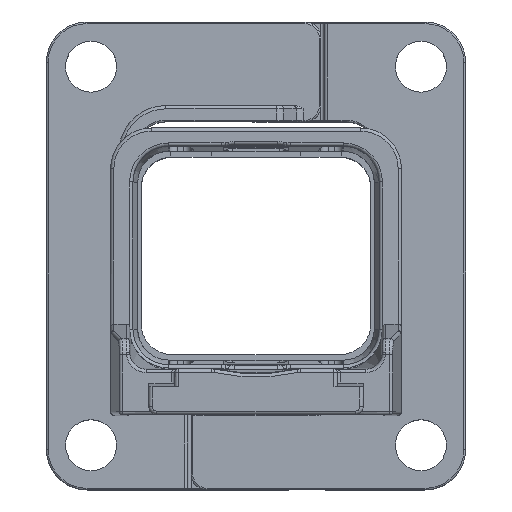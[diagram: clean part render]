
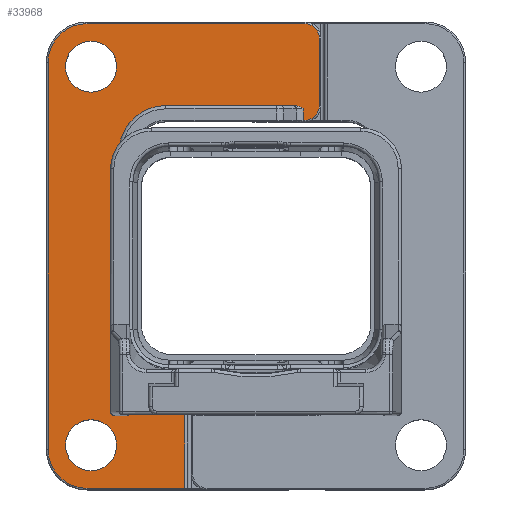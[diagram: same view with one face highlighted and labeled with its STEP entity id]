
A CAD part, top view. The second image highlights one B-rep face of the part: STEP entity #33968.
In plain terms, the highlighted planar face has unit normal (0, 0, 1).
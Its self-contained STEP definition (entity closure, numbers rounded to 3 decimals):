
#8005=CARTESIAN_POINT('',(-6.25,-5.4,1.1));
#8006=DIRECTION('',(0.,0.,1.));
#8007=DIRECTION('',(-0.878,-0.478,0.));
#8008=AXIS2_PLACEMENT_3D('',#8005,#8006,#8007);
#8060=CARTESIAN_POINT('',(-5.55,-6.35,1.1));
#8061=DIRECTION('',(0.,0.,-1.));
#8062=DIRECTION('',(0.,-1.,0.));
#8063=AXIS2_PLACEMENT_3D('',#8060,#8061,#8062);
#8065=DIRECTION('',(-1.,0.,0.));
#8066=VECTOR('',#8065,1.15);
#8067=CARTESIAN_POINT('',(-4.4,-8.35,1.1));
#8068=LINE('',#8067,#8066);
#8069=DIRECTION('',(0.,1.,0.));
#8070=VECTOR('',#8069,5.95);
#8071=CARTESIAN_POINT('',(-4.4,-14.3,1.1));
#8072=LINE('',#8071,#8070);
#8073=DIRECTION('',(1.,0.,0.));
#8074=VECTOR('',#8073,6.);
#8075=CARTESIAN_POINT('',(-10.4,-14.3,1.1));
#8076=LINE('',#8075,#8074);
#8077=CARTESIAN_POINT('',(-10.4,-11.9,1.1));
#8078=DIRECTION('',(0.,0.,1.));
#8079=DIRECTION('',(-1.,0.,0.));
#8080=AXIS2_PLACEMENT_3D('',#8077,#8078,#8079);
#8082=DIRECTION('',(0.,-1.,0.));
#8083=VECTOR('',#8082,23.8);
#8084=CARTESIAN_POINT('',(-12.8,11.9,1.1));
#8085=LINE('',#8084,#8083);
#8086=CARTESIAN_POINT('',(-10.4,11.9,1.1));
#8087=DIRECTION('',(0.,0.,1.));
#8088=DIRECTION('',(0.,1.,0.));
#8089=AXIS2_PLACEMENT_3D('',#8086,#8087,#8088);
#8091=DIRECTION('',(-1.,0.,0.));
#8092=VECTOR('',#8091,13.4);
#8093=CARTESIAN_POINT('',(3.,14.3,1.1));
#8094=LINE('',#8093,#8092);
#8095=CARTESIAN_POINT('',(3.,13.4,1.1));
#8096=DIRECTION('',(0.,0.,1.));
#8097=DIRECTION('',(1.,0.,0.));
#8098=AXIS2_PLACEMENT_3D('',#8095,#8096,#8097);
#8100=DIRECTION('',(0.,1.,0.));
#8101=VECTOR('',#8100,4.15);
#8102=CARTESIAN_POINT('',(3.9,9.25,1.1));
#8103=LINE('',#8102,#8101);
#8104=CARTESIAN_POINT('',(3.,9.25,1.1));
#8105=DIRECTION('',(0.,0.,1.));
#8106=DIRECTION('',(0.,-1.,0.));
#8107=AXIS2_PLACEMENT_3D('',#8104,#8105,#8106);
#8109=DIRECTION('',(1.,0.,0.));
#8110=VECTOR('',#8109,0.093);
#8111=CARTESIAN_POINT('',(2.907,8.35,1.1));
#8112=LINE('',#8111,#8110);
#8113=DIRECTION('',(0.,1.,0.));
#8114=VECTOR('',#8113,0.7);
#8115=CARTESIAN_POINT('',(2.907,8.35,1.1));
#8116=LINE('',#8115,#8114);
#8117=CARTESIAN_POINT('',(-5.55,6.35,1.1));
#8118=DIRECTION('',(0.,0.,1.));
#8119=DIRECTION('',(0.,1.,0.));
#8120=AXIS2_PLACEMENT_3D('',#8117,#8118,#8119);
#8122=DIRECTION('',(1.,0.,0.));
#8123=VECTOR('',#8122,0.244);
#8124=CARTESIAN_POINT('',(-8.25,-6.357,1.1));
#8125=LINE('',#8124,#8123);
#8126=CARTESIAN_POINT('',(-10.15,-11.65,1.1));
#8127=DIRECTION('',(0.,0.,1.));
#8128=DIRECTION('',(1.,0.,0.));
#8129=AXIS2_PLACEMENT_3D('',#8126,#8127,#8128);
#8131=CARTESIAN_POINT('',(-10.15,-11.65,1.1));
#8132=DIRECTION('',(0.,0.,1.));
#8133=DIRECTION('',(-1.,0.,0.));
#8134=AXIS2_PLACEMENT_3D('',#8131,#8132,#8133);
#8136=CARTESIAN_POINT('',(-10.15,11.65,1.1));
#8137=DIRECTION('',(0.,0.,-1.));
#8138=DIRECTION('',(1.,0.,0.));
#8139=AXIS2_PLACEMENT_3D('',#8136,#8137,#8138);
#8141=CARTESIAN_POINT('',(-10.15,11.65,1.1));
#8142=DIRECTION('',(0.,0.,-1.));
#8143=DIRECTION('',(-1.,0.,0.));
#8144=AXIS2_PLACEMENT_3D('',#8141,#8142,#8143);
#11815=CARTESIAN_POINT('',(2.417,9.25,1.1));
#11816=CARTESIAN_POINT('',(2.452,9.25,1.1));
#11817=CARTESIAN_POINT('',(2.525,9.241,1.1));
#11818=CARTESIAN_POINT('',(2.646,9.2,1.1));
#11819=CARTESIAN_POINT('',(2.772,9.135,1.1));
#11820=CARTESIAN_POINT('',(2.861,9.079,1.1));
#11821=CARTESIAN_POINT('',(2.907,9.05,1.1));
#11897=DIRECTION('',(0.,1.,0.));
#11898=VECTOR('',#11897,12.217);
#11899=CARTESIAN_POINT('',(-8.45,-5.867,1.1));
#11900=LINE('',#11899,#11898);
#11937=CARTESIAN_POINT('',(-8.25,-6.357,1.1));
#11938=CARTESIAN_POINT('',(-8.279,-6.311,1.1));
#11939=CARTESIAN_POINT('',(-8.335,-6.222,1.1));
#11940=CARTESIAN_POINT('',(-8.4,-6.096,1.1));
#11941=CARTESIAN_POINT('',(-8.441,-5.975,1.1));
#11942=CARTESIAN_POINT('',(-8.45,-5.902,
1.1));
#11943=CARTESIAN_POINT('',(-8.45,-5.867,1.1));
#11954=DIRECTION('',(1.,0.,0.));
#11955=VECTOR('',#11954,7.967);
#11956=CARTESIAN_POINT('',(-5.55,9.25,1.1));
#11957=LINE('',#11956,#11955);
#22093=CARTESIAN_POINT('',(-5.55,9.25,1.1));
#22094=CARTESIAN_POINT('',(-8.45,6.35,1.1));
#22095=VERTEX_POINT('',#22093);
#22096=VERTEX_POINT('',#22094);
#22277=CARTESIAN_POINT('',(-4.4,-8.35,1.1));
#22278=VERTEX_POINT('',#22277);
#22281=CARTESIAN_POINT('',(-5.55,-8.35,1.1));
#22282=VERTEX_POINT('',#22281);
#22301=CARTESIAN_POINT('',(2.907,8.35,1.1));
#22302=VERTEX_POINT('',#22301);
#22305=CARTESIAN_POINT('',(3.,8.35,1.1));
#22306=VERTEX_POINT('',#22305);
#22309=CARTESIAN_POINT('',(3.9,9.25,1.1));
#22310=VERTEX_POINT('',#22309);
#22313=CARTESIAN_POINT('',(3.9,13.4,1.1));
#22314=VERTEX_POINT('',#22313);
#22317=CARTESIAN_POINT('',(3.,14.3,1.1));
#22318=VERTEX_POINT('',#22317);
#22321=CARTESIAN_POINT('',(-10.4,14.3,1.1));
#22322=VERTEX_POINT('',#22321);
#22325=CARTESIAN_POINT('',(-12.8,11.9,1.1));
#22326=VERTEX_POINT('',#22325);
#22329=CARTESIAN_POINT('',(-12.8,-11.9,1.1));
#22330=VERTEX_POINT('',#22329);
#22333=CARTESIAN_POINT('',(-10.4,-14.3,1.1));
#22334=VERTEX_POINT('',#22333);
#22337=CARTESIAN_POINT('',(-4.4,-14.3,1.1));
#22338=VERTEX_POINT('',#22337);
#22437=CARTESIAN_POINT('',(-8.25,-6.357,1.1));
#22438=VERTEX_POINT('',#22437);
#22459=CARTESIAN_POINT('',(2.907,9.05,1.1));
#22460=VERTEX_POINT('',#22459);
#22463=VERTEX_POINT('',#11815);
#22464=CARTESIAN_POINT('',(-8.45,-5.867,1.1));
#22465=VERTEX_POINT('',#22464);
#22470=CARTESIAN_POINT('',(-8.58,-11.65,1.1));
#22471=CARTESIAN_POINT('',(-11.72,-11.65,1.1));
#22472=VERTEX_POINT('',#22470);
#22473=VERTEX_POINT('',#22471);
#22475=CARTESIAN_POINT('',(-8.58,11.65,1.1));
#22477=VERTEX_POINT('',#22475);
#22479=CARTESIAN_POINT('',(-11.72,11.65,1.1));
#22481=VERTEX_POINT('',#22479);
#22509=CARTESIAN_POINT('',(-8.006,-6.357,1.1));
#22510=CARTESIAN_POINT('',(-7.438,-7.009,1.1));
#22511=VERTEX_POINT('',#22509);
#22512=VERTEX_POINT('',#22510);
#33910=CARTESIAN_POINT('',(0.,0.,1.1));
#33911=DIRECTION('',(0.,0.,1.));
#33912=DIRECTION('',(1.,0.,0.));
#33913=AXIS2_PLACEMENT_3D('',#33910,#33911,#33912);
#33914=PLANE('',#33913);
#33915=ORIENTED_EDGE('',*,*,#33887,.T.);
#33917=ORIENTED_EDGE('',*,*,#33916,.F.);
#33919=ORIENTED_EDGE('',*,*,#33918,.F.);
#33921=ORIENTED_EDGE('',*,*,#33920,.F.);
#33923=ORIENTED_EDGE('',*,*,#33922,.F.);
#33925=ORIENTED_EDGE('',*,*,#33924,.F.);
#33927=ORIENTED_EDGE('',*,*,#33926,.F.);
#33929=ORIENTED_EDGE('',*,*,#33928,.F.);
#33931=ORIENTED_EDGE('',*,*,#33930,.F.);
#33933=ORIENTED_EDGE('',*,*,#33932,.F.);
#33935=ORIENTED_EDGE('',*,*,#33934,.F.);
#33937=ORIENTED_EDGE('',*,*,#33936,.F.);
#33939=ORIENTED_EDGE('',*,*,#33938,.F.);
#33941=ORIENTED_EDGE('',*,*,#33940,.T.);
#33943=ORIENTED_EDGE('',*,*,#33942,.F.);
#33945=ORIENTED_EDGE('',*,*,#33944,.F.);
#33947=ORIENTED_EDGE('',*,*,#33946,.T.);
#33949=ORIENTED_EDGE('',*,*,#33948,.F.);
#33951=ORIENTED_EDGE('',*,*,#33950,.F.);
#33953=ORIENTED_EDGE('',*,*,#33952,.T.);
#33954=EDGE_LOOP('',(#33915,#33917,#33919,#33921,#33923,#33925,#33927,#33929,
#33931,#33933,#33935,#33937,#33939,#33941,#33943,#33945,#33947,#33949,#33951,
#33953));
#33955=FACE_OUTER_BOUND('',#33954,.F.);
#33957=ORIENTED_EDGE('',*,*,#33956,.T.);
#33959=ORIENTED_EDGE('',*,*,#33958,.T.);
#33960=EDGE_LOOP('',(#33957,#33959));
#33961=FACE_BOUND('',#33960,.F.);
#33963=ORIENTED_EDGE('',*,*,#33962,.F.);
#33965=ORIENTED_EDGE('',*,*,#33964,.F.);
#33966=EDGE_LOOP('',(#33963,#33965));
#33967=FACE_BOUND('',#33966,.F.);
#33968=ADVANCED_FACE('',(#33955,#33961,#33967),#33914,.T.);
#8009=CIRCLE('',#8008,2.);
#8064=CIRCLE('',#8063,2.);
#8081=CIRCLE('',#8080,2.4);
#8090=CIRCLE('',#8089,2.4);
#8099=CIRCLE('',#8098,0.9);
#8108=CIRCLE('',#8107,0.9);
#8121=CIRCLE('',#8120,2.9);
#8130=CIRCLE('',#8129,1.57);
#8135=CIRCLE('',#8134,1.57);
#8140=CIRCLE('',#8139,1.57);
#8145=CIRCLE('',#8144,1.57);
#11822=B_SPLINE_CURVE_WITH_KNOTS('',3,(#11815,#11816,#11817,#11818,#11819,
#11820,#11821),.UNSPECIFIED.,.F.,.F.,(4,1,1,1,4),(0.,0.25,0.5,0.75,
1.),.UNSPECIFIED.);
#11944=B_SPLINE_CURVE_WITH_KNOTS('',3,(#11937,#11938,#11939,#11940,#11941,
#11942,#11943),.UNSPECIFIED.,.F.,.F.,(4,1,1,1,4),(0.,0.25,0.5,0.75,
1.),.UNSPECIFIED.);
#33887=EDGE_CURVE('',#22511,#22512,#8009,.T.);
#33916=EDGE_CURVE('',#22282,#22512,#8064,.T.);
#33918=EDGE_CURVE('',#22278,#22282,#8068,.T.);
#33920=EDGE_CURVE('',#22338,#22278,#8072,.T.);
#33922=EDGE_CURVE('',#22334,#22338,#8076,.T.);
#33924=EDGE_CURVE('',#22330,#22334,#8081,.T.);
#33926=EDGE_CURVE('',#22326,#22330,#8085,.T.);
#33928=EDGE_CURVE('',#22322,#22326,#8090,.T.);
#33930=EDGE_CURVE('',#22318,#22322,#8094,.T.);
#33932=EDGE_CURVE('',#22314,#22318,#8099,.T.);
#33934=EDGE_CURVE('',#22310,#22314,#8103,.T.);
#33936=EDGE_CURVE('',#22306,#22310,#8108,.T.);
#33938=EDGE_CURVE('',#22302,#22306,#8112,.T.);
#33940=EDGE_CURVE('',#22302,#22460,#8116,.T.);
#33942=EDGE_CURVE('',#22463,#22460,#11822,.T.);
#33944=EDGE_CURVE('',#22095,#22463,#11957,.T.);
#33946=EDGE_CURVE('',#22095,#22096,#8121,.T.);
#33948=EDGE_CURVE('',#22465,#22096,#11900,.T.);
#33950=EDGE_CURVE('',#22438,#22465,#11944,.T.);
#33952=EDGE_CURVE('',#22438,#22511,#8125,.T.);
#33956=EDGE_CURVE('',#22472,#22473,#8130,.T.);
#33958=EDGE_CURVE('',#22473,#22472,#8135,.T.);
#33962=EDGE_CURVE('',#22477,#22481,#8140,.T.);
#33964=EDGE_CURVE('',#22481,#22477,#8145,.T.);
